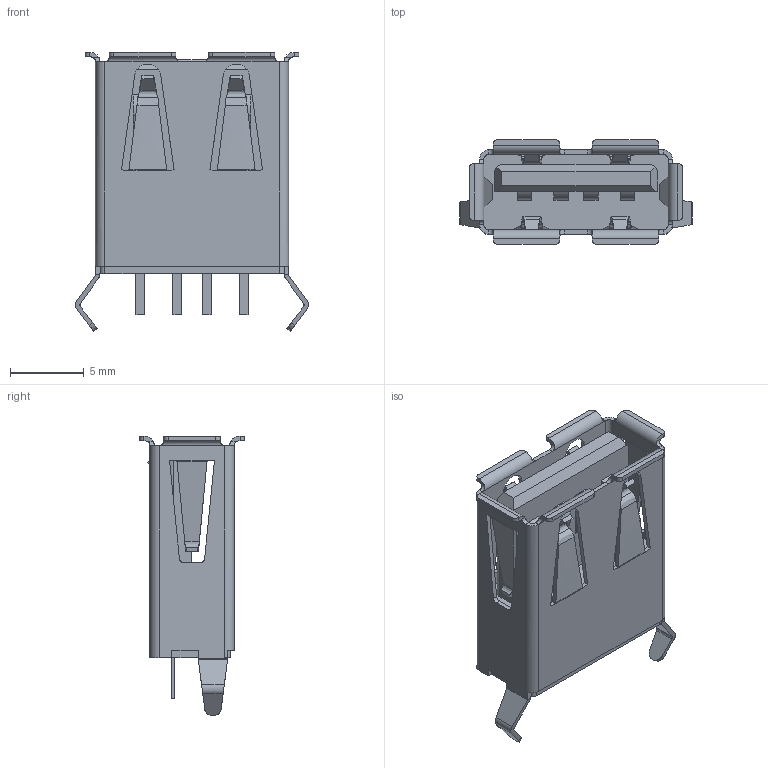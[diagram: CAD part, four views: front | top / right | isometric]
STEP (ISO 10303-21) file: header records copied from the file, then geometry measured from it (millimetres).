
FILE_DESCRIPTION(('STEP AP242'),'1');
FILE_NAME('1734366-1.stp','2022-07-27T08:03:54',('TraceParts'),('TraceParts S.A.'),'Spatial InterOp 3D',' ',' ');
FILE_SCHEMA(('AP242_MANAGED_MODEL_BASED_3D_ENGINEERING_MIM_LF {1 0 10303 442 1 1 4}'));
Length unit declared in the file: millimetre
Products named in the file (1): 1734366-1_1
Bounding box: 15.8 x 7.12 x 18.93 mm (x, y, z)
Volume: 714.1 mm3; surface area: 1263.6 mm2
Topology: 1 solids, 1 shells, 335 faces, 833 edges, 511 vertices
Faces by surface type: plane 185, cylinder 84, bspline 66
Entity records: 11461 total; most frequent: CARTESIAN_POINT 3897, ORIENTED_EDGE 1662, DIRECTION 1343, EDGE_CURVE 831, LINE 593, VECTOR 593, VERTEX_POINT 507, AXIS2_PLACEMENT_3D 375
